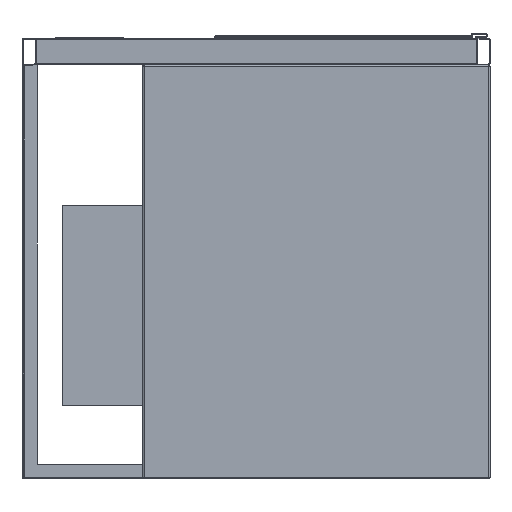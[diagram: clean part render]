
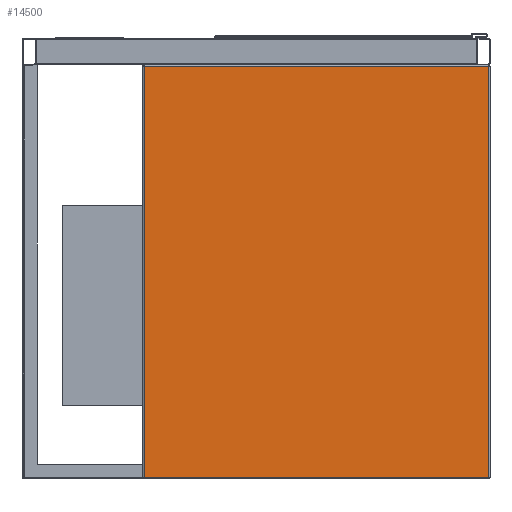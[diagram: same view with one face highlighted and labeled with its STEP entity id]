
A CAD part, front view. The second image highlights one B-rep face of the part: STEP entity #14500.
In plain terms, the highlighted planar face has unit normal (0, -1, 0).
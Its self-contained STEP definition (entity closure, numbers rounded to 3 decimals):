
#1504 = VERTEX_POINT ( 'NONE', #7352 ) ;
#2084 = VECTOR ( 'NONE', #17240, 1000. ) ;
#5012 = LINE ( 'NONE', #18128, #16660 ) ;
#6530 = DIRECTION ( 'NONE',  ( -1., 0., 0. ) ) ;
#7352 = CARTESIAN_POINT ( 'NONE',  ( -258., -325., -42. ) ) ;
#7615 = LINE ( 'NONE', #9926, #11798 ) ;
#7796 = DIRECTION ( 'NONE',  ( 0., -1., 0. ) ) ;
#9335 = AXIS2_PLACEMENT_3D ( 'NONE', #28094, #7796, #15524 ) ;
#9926 = CARTESIAN_POINT ( 'NONE',  ( -258., -325., -660. ) ) ;
#10354 = CARTESIAN_POINT ( 'NONE',  ( -260., -325., -658. ) ) ;
#10469 = EDGE_CURVE ( 'NONE', #1504, #28527, #7615, .T. ) ;
#11136 = CARTESIAN_POINT ( 'NONE',  ( -258., -325., -658. ) ) ;
#11798 = VECTOR ( 'NONE', #15336, 1000. ) ;
#11938 = VERTEX_POINT ( 'NONE', #30969 ) ;
#14499 = EDGE_CURVE ( 'NONE', #16770, #11938, #5012, .T. ) ;
#14500 = ADVANCED_FACE ( 'Fl�che8', ( #20252 ), #30202, .T. ) ;
#15336 = DIRECTION ( 'NONE',  ( 0., 0., -1. ) ) ;
#15524 = DIRECTION ( 'NONE',  ( 0., 0., -1. ) ) ;
#16300 = VECTOR ( 'NONE', #6530, 1000. ) ;
#16660 = VECTOR ( 'NONE', #24981, 1000. ) ;
#16770 = VERTEX_POINT ( 'NONE', #20717 ) ;
#16979 = EDGE_CURVE ( 'NONE', #28527, #16770, #19700, .T. ) ;
#17240 = DIRECTION ( 'NONE',  ( 1., 0., 0. ) ) ;
#18065 = ORIENTED_EDGE ( 'NONE', *, *, #16979, .T. ) ;
#18128 = CARTESIAN_POINT ( 'NONE',  ( 258., -325., -660. ) ) ;
#19084 = ORIENTED_EDGE ( 'NONE', *, *, #30688, .T. ) ;
#19311 = CARTESIAN_POINT ( 'NONE',  ( -260., -325., -42. ) ) ;
#19700 = LINE ( 'NONE', #10354, #2084 ) ;
#19851 = ORIENTED_EDGE ( 'NONE', *, *, #14499, .T. ) ;
#20252 = FACE_OUTER_BOUND ( 'NONE', #30226, .T. ) ;
#20717 = CARTESIAN_POINT ( 'NONE',  ( 258., -325., -658. ) ) ;
#21780 = LINE ( 'NONE', #19311, #16300 ) ;
#24981 = DIRECTION ( 'NONE',  ( 0., 0., 1. ) ) ;
#26363 = ORIENTED_EDGE ( 'NONE', *, *, #10469, .T. ) ;
#28094 = CARTESIAN_POINT ( 'NONE',  ( -260., -325., -660. ) ) ;
#28527 = VERTEX_POINT ( 'NONE', #11136 ) ;
#30202 = PLANE ( 'NONE',  #9335 ) ;
#30226 = EDGE_LOOP ( 'NONE', ( #19084, #26363, #18065, #19851 ) ) ;
#30688 = EDGE_CURVE ( 'NONE', #11938, #1504, #21780, .T. ) ;
#30969 = CARTESIAN_POINT ( 'NONE',  ( 258., -325., -42. ) ) ;
